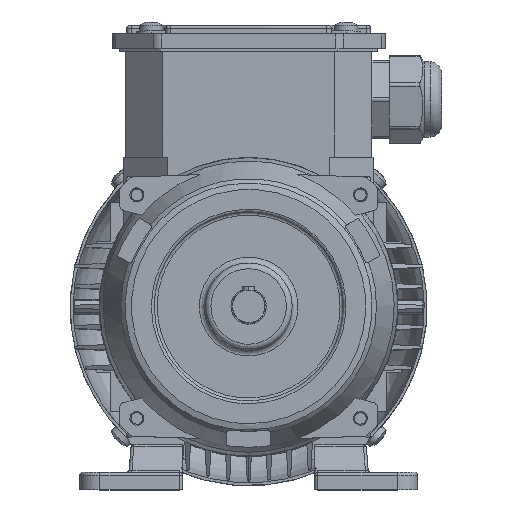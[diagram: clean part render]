
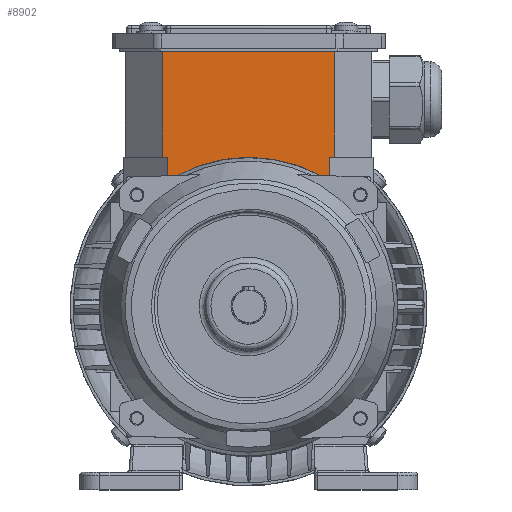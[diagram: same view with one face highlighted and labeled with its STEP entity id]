
A CAD part, top view. The second image highlights one B-rep face of the part: STEP entity #8902.
In plain terms, the highlighted free-form (B-spline) face has degree [1, 1] with [2, 2] control points.
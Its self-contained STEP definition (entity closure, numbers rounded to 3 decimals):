
#8236=CARTESIAN_POINT('V36',(28.0,51.5,
   -53.495));
#8237=VERTEX_POINT('V36',#8236);
#8250=CARTESIAN_POINT('V38',(29.625,51.5,
   -53.495));
#8251=VERTEX_POINT('V38',#8250);
#8257=CARTESIAN_POINT('E38',(28.0,51.5,
   -53.495));
#8258=CARTESIAN_POINT('E38',(29.625,51.5,
   -53.495));
#8259=B_SPLINE_CURVE_WITH_KNOTS('E38',1,(#8257,#8258),
   .POLYLINE_FORM.,.F.,.U.,(2,2),(57.625,
   59.25),.UNSPECIFIED.);
#8260=EDGE_CURVE('E38',#8237,#8251,#8259,.T.);
#8780=CARTESIAN_POINT('V70',(-28.0,42.722,
   -53.495));
#8781=VERTEX_POINT('V70',#8780);
#8795=CARTESIAN_POINT('V39',(-28.0,51.5,
   -53.495));
#8796=VERTEX_POINT('V39',#8795);
#8797=CARTESIAN_POINT('E72',(-28.0,51.5,
   -53.495));
#8798=CARTESIAN_POINT('E72',(-28.0,42.722,
   -53.495));
#8799=B_SPLINE_CURVE_WITH_KNOTS('E72',1,(#8797,#8798),
   .POLYLINE_FORM.,.F.,.U.,(2,2),(0.0,0.293),
   .UNSPECIFIED.);
#8800=EDGE_CURVE('E72',#8796,#8781,#8799,.T.);
#8822=CARTESIAN_POINT('V41',(-29.625,51.5,
   -53.495));
#8823=VERTEX_POINT('V41',#8822);
#8824=CARTESIAN_POINT('E40',(-29.625,51.5,
   -53.495));
#8825=CARTESIAN_POINT('E40',(-28.0,51.5,
   -53.495));
#8826=B_SPLINE_CURVE_WITH_KNOTS('E40',1,(#8824,#8825),
   .POLYLINE_FORM.,.F.,.U.,(2,2),(0.0,1.625),
   .UNSPECIFIED.);
#8827=EDGE_CURVE('E40',#8823,#8796,#8826,.T.);
#8838=CARTESIAN_POINT('F11',(39.7,98.2,
   -53.495));
#8839=CARTESIAN_POINT('F11',(-39.7,98.2,
   -53.495));
#8840=CARTESIAN_POINT('F11',(39.7,41.622,
   -53.495));
#8841=CARTESIAN_POINT('F11',(-39.7,41.622,
   -53.495));
#8842=B_SPLINE_SURFACE_WITH_KNOTS('F11',1,1,((#8838,#8840),(#8839,
   #8841)),.PLANE_SURF.,.F.,.F.,.U.,(2,2),(2,2),(0.0,
   1.403),(0.0,1.0),.UNSPECIFIED.);
#8843=CARTESIAN_POINT('V69',(-29.625,88.0,
   -53.495));
#8844=VERTEX_POINT('V69',#8843);
#8845=CARTESIAN_POINT('E71',(-29.625,88.0,
   -53.495));
#8846=CARTESIAN_POINT('E71',(-29.625,51.5,
   -53.495));
#8847=QUASI_UNIFORM_CURVE('E71',1,(#8845,#8846),.POLYLINE_FORM.,.F.,
   .U.);
#8848=EDGE_CURVE('E71',#8844,#8823,#8847,.T.);
#8849=ORIENTED_EDGE('E71',*,*,#8848,.T.);
#8850=ORIENTED_EDGE('E40',*,*,#8827,.T.);
#8851=ORIENTED_EDGE('E72',*,*,#8800,.T.);
#8852=CARTESIAN_POINT('V71',(0.,51.08,
   -53.495));
#8853=VERTEX_POINT('V71',#8852);
#8854=CARTESIAN_POINT('E73',(0.,51.08,
   -53.495));
#8855=CARTESIAN_POINT('E73',(-15.247,51.08,
   -53.495));
#8856=CARTESIAN_POINT('E73',(-28.0,42.722,
   -53.495));
#8864=(BOUNDED_CURVE()B_SPLINE_CURVE(2,(#8854,#8855,#8856),
   .CIRCULAR_ARC.,.F.,.U.)CURVE()GEOMETRIC_REPRESENTATION_ITEM()
   QUASI_UNIFORM_CURVE()RATIONAL_B_SPLINE_CURVE((1.0,
   0.853,0.792))REPRESENTATION_ITEM('E73'));
#8865=EDGE_CURVE('E73',#8853,#8781,#8864,.T.);
#8866=ORIENTED_EDGE('E73',*,*,#8865,.F.);
#8867=CARTESIAN_POINT('V72',(28.0,42.722,
   -53.495));
#8868=VERTEX_POINT('V72',#8867);
#8869=CARTESIAN_POINT('E74',(28.0,42.722,
   -53.495));
#8870=CARTESIAN_POINT('E74',(15.247,51.08,
   -53.495));
#8871=CARTESIAN_POINT('E74',(0.,51.08,
   -53.495));
#8879=(BOUNDED_CURVE()B_SPLINE_CURVE(2,(#8869,#8870,#8871),
   .CIRCULAR_ARC.,.F.,.U.)CURVE()GEOMETRIC_REPRESENTATION_ITEM()
   QUASI_UNIFORM_CURVE()RATIONAL_B_SPLINE_CURVE((0.792,
   0.853,1.0))REPRESENTATION_ITEM('E74'));
#8880=EDGE_CURVE('E74',#8868,#8853,#8879,.T.);
#8881=ORIENTED_EDGE('E74',*,*,#8880,.F.);
#8882=CARTESIAN_POINT('E75',(28.0,51.5,
   -53.495));
#8883=CARTESIAN_POINT('E75',(28.0,42.722,
   -53.495));
#8884=B_SPLINE_CURVE_WITH_KNOTS('E75',1,(#8882,#8883),
   .POLYLINE_FORM.,.F.,.U.,(2,2),(0.0,0.293),
   .UNSPECIFIED.);
#8885=EDGE_CURVE('E75',#8237,#8868,#8884,.T.);
#8886=ORIENTED_EDGE('E75',*,*,#8885,.F.);
#8887=ORIENTED_EDGE('F8',*,*,#8260,.T.);
#8888=CARTESIAN_POINT('V73',(29.625,88.0,
   -53.495));
#8889=VERTEX_POINT('V73',#8888);
#8890=CARTESIAN_POINT('E76',(29.625,51.5,
   -53.495));
#8891=CARTESIAN_POINT('E76',(29.625,88.0,
   -53.495));
#8892=QUASI_UNIFORM_CURVE('E76',1,(#8890,#8891),.POLYLINE_FORM.,.F.,
   .U.);
#8893=EDGE_CURVE('E76',#8251,#8889,#8892,.T.);
#8894=ORIENTED_EDGE('E76',*,*,#8893,.T.);
#8895=CARTESIAN_POINT('E77',(29.625,88.0,
   -53.495));
#8896=CARTESIAN_POINT('E77',(-29.625,88.0,
   -53.495));
#8897=B_SPLINE_CURVE_WITH_KNOTS('E77',1,(#8895,#8896),
   .POLYLINE_FORM.,.F.,.U.,(2,2),(0.125,
   0.875),.UNSPECIFIED.);
#8898=EDGE_CURVE('E77',#8889,#8844,#8897,.T.);
#8899=ORIENTED_EDGE('E77',*,*,#8898,.T.);
#8900=EDGE_LOOP('F11',(#8849,#8850,#8851,#8866,#8881,#8886,#8887,
   #8894,#8899));
#8901=FACE_OUTER_BOUND('F11',#8900,.T.);
#8902=ADVANCED_FACE('F11',(#8901),#8842,.T.);
